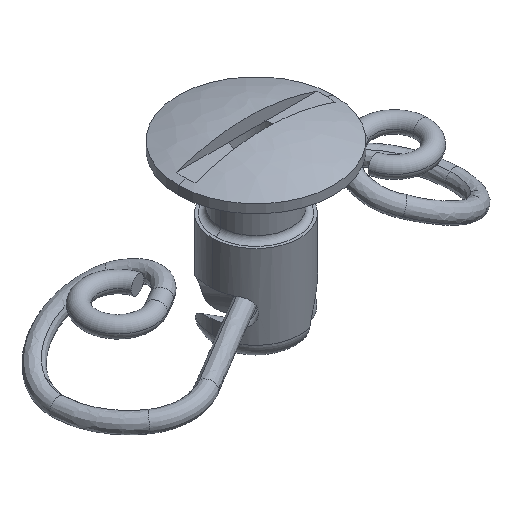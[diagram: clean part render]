
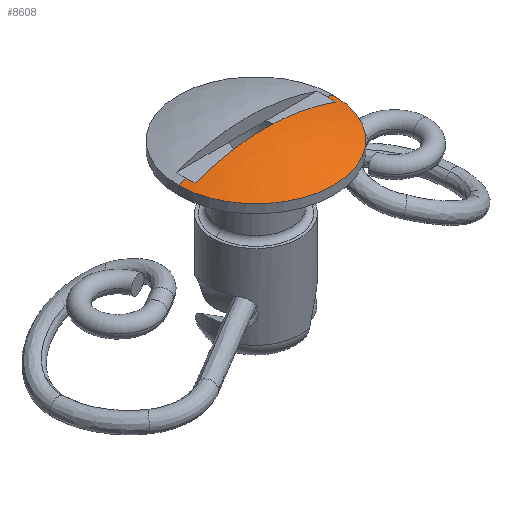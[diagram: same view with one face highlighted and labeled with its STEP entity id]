
A CAD part, isometric view. The second image highlights one B-rep face of the part: STEP entity #8608.
In plain terms, the highlighted free-form (B-spline) face has degree [3, 3] with [4, 7] control points.
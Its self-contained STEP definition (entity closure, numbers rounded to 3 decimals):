
#45 = CARTESIAN_POINT ( 'NONE',  ( -6.502, 0., 11.194 ) ) ;
#60 = FACE_OUTER_BOUND ( 'NONE', #2527, .T. ) ;
#98 = CARTESIAN_POINT ( 'NONE',  ( 2.182, -0.85, 12.206 ) ) ;
#174 = CARTESIAN_POINT ( 'NONE',  ( -7.15, 0., 10.944 ) ) ;
#210 = ORIENTED_EDGE ( 'NONE', *, *, #6959, .T. ) ;
#313 = CARTESIAN_POINT ( 'NONE',  ( -2.992, -1.766, 12.233 ) ) ;
#797 = CARTESIAN_POINT ( 'NONE',  ( 0.539, -0.85, 12.325 ) ) ;
#851 =( BOUNDED_CURVE ( )  B_SPLINE_CURVE ( 3, ( #174, #8557, #882, #5743 ),
 .UNSPECIFIED., .F., .F. ) 
 B_SPLINE_CURVE_WITH_KNOTS ( ( 4, 4 ),
 ( 0., 0.095 ),
 .UNSPECIFIED. ) 
 CURVE ( )  GEOMETRIC_REPRESENTATION_ITEM ( )  RATIONAL_B_SPLINE_CURVE ( ( 1., 0.999, 0.998, 0.997 ) ) 
 REPRESENTATION_ITEM ( '' )  );
#882 = CARTESIAN_POINT ( 'NONE',  ( -6.719, 0., 11.115 ) ) ;
#976 = VERTEX_POINT ( 'NONE', #5826 ) ;
#986 = CARTESIAN_POINT ( 'NONE',  ( 4.287, -7.11, 10.944 ) ) ;
#1017 = CARTESIAN_POINT ( 'NONE',  ( 0.028, -2.992, 12.233 ) ) ;
#1345 = EDGE_CURVE ( 'NONE', #4145, #6568, #7185, .T. ) ;
#1506 = CARTESIAN_POINT ( 'NONE',  ( -2.199, -0.85, 12.228 ) ) ;
#1546 = CARTESIAN_POINT ( 'NONE',  ( 0., 0., 11.194 ) ) ;
#1686 = CARTESIAN_POINT ( 'NONE',  ( 7.149, 0.135, 10.944 ) ) ;
#1720 = CARTESIAN_POINT ( 'NONE',  ( 3.025, -1.709, 12.233 ) ) ;
#1799 = EDGE_CURVE ( 'NONE', #976, #2950, #3436, .T. ) ;
#1962 = CARTESIAN_POINT ( 'NONE',  ( 6.719, 0., 11.115 ) ) ;
#1993 = CARTESIAN_POINT ( 'NONE',  ( 6.936, 0., 11.031 ) ) ;
#2156 =( BOUNDED_SURFACE ( )  B_SPLINE_SURFACE ( 3, 3, ( 
 ( #4462, #7951, #2355, #5161, #986, #5851, #1686 ),
 ( #6561, #2385, #7270, #3090, #7983, #3795, #8688 ),
 ( #4494, #313, #5195, #1017, #5885, #1720, #6593 ),
 ( #2420, #7303, #3124, #8014, #3825, #8726, #4526 ) ),
 .UNSPECIFIED., .F., .F., .F. ) 
 B_SPLINE_SURFACE_WITH_KNOTS ( ( 4, 4 ),
 ( 4, 3, 4 ),
 ( 0., 0.889 ),
 ( 0., 0.5, 1. ),
 .UNSPECIFIED. ) 
 GEOMETRIC_REPRESENTATION_ITEM ( )  RATIONAL_B_SPLINE_SURFACE ( (
 ( 1., 0.803, 0.803, 1., 0.803, 0.803, 1.),
 ( 0.989, 0.794, 0.794, 0.989, 0.794, 0.794, 0.989),
 ( 0.988, 0.793, 0.793, 0.988, 0.793, 0.793, 0.988),
 ( 0.996, 0.8, 0.8, 0.996, 0.8, 0.8, 0.996) ) ) 
 REPRESENTATION_ITEM ( '' )  SURFACE ( )  );
#2169 = DIRECTION ( 'NONE',  ( 0., 0., -1. ) ) ;
#2206 = CARTESIAN_POINT ( 'NONE',  ( -4.342, -0.85, 11.828 ) ) ;
#2240 = DIRECTION ( 'NONE',  ( 1., 0., 0. ) ) ;
#2286 = CARTESIAN_POINT ( 'NONE',  ( 6.502, 0., 11.194 ) ) ;
#2355 = CARTESIAN_POINT ( 'NONE',  ( -4.152, -7.189, 10.944 ) ) ;
#2385 = CARTESIAN_POINT ( 'NONE',  ( -5.127, -3.026, 11.767 ) ) ;
#2420 = CARTESIAN_POINT ( 'NONE',  ( -0.808, 0., 12.327 ) ) ;
#2527 = EDGE_LOOP ( 'NONE', ( #210, #4374, #2947, #5004, #6955, #3517 ) ) ;
#2579 = EDGE_CURVE ( 'NONE', #6568, #976, #8606, .T. ) ;
#2915 = CARTESIAN_POINT ( 'NONE',  ( -5.928, -0.85, 11.381 ) ) ;
#2947 = ORIENTED_EDGE ( 'NONE', *, *, #2579, .T. ) ;
#2950 = VERTEX_POINT ( 'NONE', #3041 ) ;
#3010 = EDGE_CURVE ( 'NONE', #7614, #4317, #851, .T. ) ;
#3041 = CARTESIAN_POINT ( 'NONE',  ( -6.446, -0.85, 11.194 ) ) ;
#3090 = CARTESIAN_POINT ( 'NONE',  ( 0.048, -5.127, 11.767 ) ) ;
#3109 = AXIS2_PLACEMENT_3D ( 'NONE', #3940, #8841, #4646 ) ;
#3124 = CARTESIAN_POINT ( 'NONE',  ( -0.469, -0.813, 12.327 ) ) ;
#3151 = AXIS2_PLACEMENT_3D ( 'NONE', #1546, #6407, #2240 ) ;
#3387 = CARTESIAN_POINT ( 'NONE',  ( -7.15, 0., 10.944 ) ) ;
#3436 = B_SPLINE_CURVE_WITH_KNOTS ( 'NONE', 3,
 ( #7097, #3579, #8476, #4283, #98, #4976, #797, #5672, #1506, #6370, #2206, #7091, #2915, #7787 ),
 .UNSPECIFIED., .F., .F.,
 ( 4, 2, 2, 2, 2, 2, 4 ),
 ( 0., 0.003, 0.005, 0.007, 0.01, 0.012, 0.013 ),
 .UNSPECIFIED. ) ;
#3517 = ORIENTED_EDGE ( 'NONE', *, *, #3010, .F. ) ;
#3579 = CARTESIAN_POINT ( 'NONE',  ( 5.41, -0.85, 11.568 ) ) ;
#3795 = CARTESIAN_POINT ( 'NONE',  ( 5.183, -2.929, 11.767 ) ) ;
#3825 = CARTESIAN_POINT ( 'NONE',  ( 0.485, -0.804, 12.327 ) ) ;
#3896 = CIRCLE ( 'NONE', #3109, 7.15 ) ;
#3940 = CARTESIAN_POINT ( 'NONE',  ( 0., 0., 10.944 ) ) ;
#4145 = VERTEX_POINT ( 'NONE', #7192 ) ;
#4283 = CARTESIAN_POINT ( 'NONE',  ( 2.729, -0.85, 12.135 ) ) ;
#4317 = VERTEX_POINT ( 'NONE', #45 ) ;
#4374 = ORIENTED_EDGE ( 'NONE', *, *, #1345, .T. ) ;
#4462 = CARTESIAN_POINT ( 'NONE',  ( -7.15, 0., 10.944 ) ) ;
#4494 = CARTESIAN_POINT ( 'NONE',  ( -2.992, 0., 12.233 ) ) ;
#4526 = CARTESIAN_POINT ( 'NONE',  ( 0.808, 0.015, 12.327 ) ) ;
#4552 = CIRCLE ( 'NONE', #6078, 6.502 ) ;
#4646 = DIRECTION ( 'NONE',  ( 1., 0., 0. ) ) ;
#4976 = CARTESIAN_POINT ( 'NONE',  ( 1.088, -0.85, 12.301 ) ) ;
#5004 = ORIENTED_EDGE ( 'NONE', *, *, #1799, .T. ) ;
#5161 = CARTESIAN_POINT ( 'NONE',  ( 0.067, -7.15, 10.944 ) ) ;
#5195 = CARTESIAN_POINT ( 'NONE',  ( -1.738, -3.009, 12.233 ) ) ;
#5485 = CARTESIAN_POINT ( 'NONE',  ( 7.15, 0., 10.944 ) ) ;
#5672 = CARTESIAN_POINT ( 'NONE',  ( -1.113, -0.85, 12.324 ) ) ;
#5743 = CARTESIAN_POINT ( 'NONE',  ( -6.502, 0., 11.194 ) ) ;
#5826 = CARTESIAN_POINT ( 'NONE',  ( 6.446, -0.85, 11.194 ) ) ;
#5851 = CARTESIAN_POINT ( 'NONE',  ( 7.228, -4.084, 10.944 ) ) ;
#5885 = CARTESIAN_POINT ( 'NONE',  ( 1.794, -2.976, 12.233 ) ) ;
#6078 = AXIS2_PLACEMENT_3D ( 'NONE', #6336, #2169, #7053 ) ;
#6185 = CARTESIAN_POINT ( 'NONE',  ( 6.502, 0., 11.194 ) ) ;
#6336 = CARTESIAN_POINT ( 'NONE',  ( 0., 0., 11.194 ) ) ;
#6370 = CARTESIAN_POINT ( 'NONE',  ( -3.809, -0.85, 11.945 ) ) ;
#6407 = DIRECTION ( 'NONE',  ( 0., 0., -1. ) ) ;
#6448 = EDGE_CURVE ( 'NONE', #2950, #4317, #4552, .T. ) ;
#6561 = CARTESIAN_POINT ( 'NONE',  ( -5.127, 0., 11.767 ) ) ;
#6568 = VERTEX_POINT ( 'NONE', #2286 ) ;
#6593 = CARTESIAN_POINT ( 'NONE',  ( 2.992, 0.056, 12.233 ) ) ;
#6955 = ORIENTED_EDGE ( 'NONE', *, *, #6448, .T. ) ;
#6959 = EDGE_CURVE ( 'NONE', #7614, #4145, #3896, .T. ) ;
#7053 = DIRECTION ( 'NONE',  ( 1., 0., 0. ) ) ;
#7091 = CARTESIAN_POINT ( 'NONE',  ( -5.402, -0.85, 11.546 ) ) ;
#7097 = CARTESIAN_POINT ( 'NONE',  ( 6.446, -0.85, 11.194 ) ) ;
#7185 =( BOUNDED_CURVE ( )  B_SPLINE_CURVE ( 3, ( #5485, #1993, #1962, #6185 ),
 .UNSPECIFIED., .F., .F. ) 
 B_SPLINE_CURVE_WITH_KNOTS ( ( 4, 4 ),
 ( 0., 0.095 ),
 .UNSPECIFIED. ) 
 CURVE ( )  GEOMETRIC_REPRESENTATION_ITEM ( )  RATIONAL_B_SPLINE_CURVE ( ( 1., 0.999, 0.998, 0.997 ) ) 
 REPRESENTATION_ITEM ( '' )  );
#7192 = CARTESIAN_POINT ( 'NONE',  ( 7.15, 0., 10.944 ) ) ;
#7270 = CARTESIAN_POINT ( 'NONE',  ( -2.978, -5.156, 11.767 ) ) ;
#7303 = CARTESIAN_POINT ( 'NONE',  ( -0.808, -0.477, 12.327 ) ) ;
#7614 = VERTEX_POINT ( 'NONE', #3387 ) ;
#7787 = CARTESIAN_POINT ( 'NONE',  ( -6.446, -0.85, 11.194 ) ) ;
#7951 = CARTESIAN_POINT ( 'NONE',  ( -7.15, -4.22, 10.944 ) ) ;
#7983 = CARTESIAN_POINT ( 'NONE',  ( 3.074, -5.099, 11.767 ) ) ;
#8014 = CARTESIAN_POINT ( 'NONE',  ( 0.008, -0.808, 12.327 ) ) ;
#8476 = CARTESIAN_POINT ( 'NONE',  ( 4.352, -0.85, 11.85 ) ) ;
#8557 = CARTESIAN_POINT ( 'NONE',  ( -6.936, 0., 11.031 ) ) ;
#8606 = CIRCLE ( 'NONE', #3151, 6.502 ) ;
#8608 = ADVANCED_FACE ( 'NONE', ( #60 ), #2156, .F. ) ;
#8688 = CARTESIAN_POINT ( 'NONE',  ( 5.126, 0.097, 11.767 ) ) ;
#8726 = CARTESIAN_POINT ( 'NONE',  ( 0.817, -0.462, 12.327 ) ) ;
#8841 = DIRECTION ( 'NONE',  ( 0., 0., 1. ) ) ;
